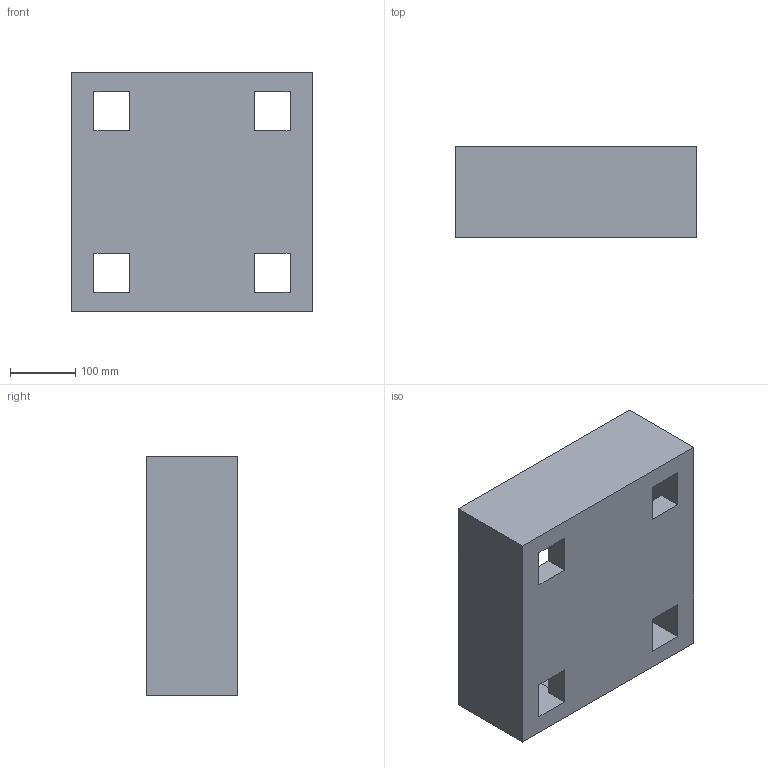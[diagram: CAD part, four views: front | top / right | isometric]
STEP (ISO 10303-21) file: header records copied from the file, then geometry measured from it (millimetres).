
FILE_DESCRIPTION (( 'STEP AP214' ), '1' );
FILE_NAME ('JXHMP4602-13001-h 菁窒邐蹬.step', '2025-01-04T01:53:52', ( 'Windows User' ), ( 'P R C' ), 'SwSTEP 2.0', 'SolidWorks 2020', '' );
FILE_SCHEMA (( 'AUTOMOTIVE_DESIGN' ));
Length unit declared in the file: millimetre
Products named in the file (1): JXHMP4602-13001-h 菁窒邐蹬
Bounding box: 370 x 139.66 x 367 mm (x, y, z)
Volume: 8779517.4 mm3; surface area: 612389.3 mm2
Topology: 1 solids, 1 shells, 23 faces, 72 edges, 48 vertices
Faces by surface type: plane 23
Entity records: 836 total; most frequent: ORIENTED_EDGE 144, CARTESIAN_POINT 144, DIRECTION 120, LINE 72, EDGE_CURVE 72, VECTOR 72, VERTEX_POINT 48, EDGE_LOOP 28
